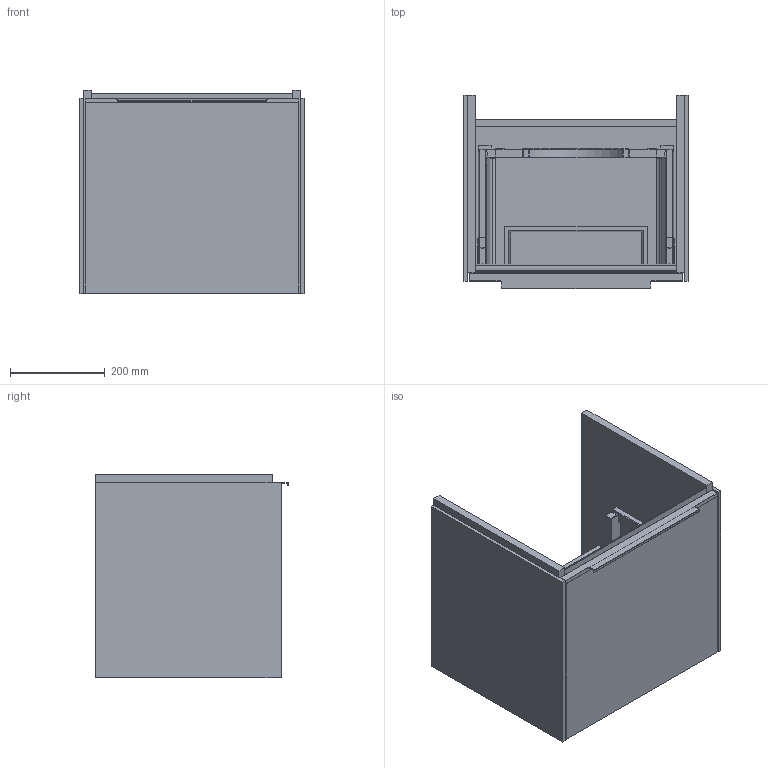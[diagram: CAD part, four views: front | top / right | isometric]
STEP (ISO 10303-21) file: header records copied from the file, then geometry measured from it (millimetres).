
FILE_DESCRIPTION(/* description */ (''),/* implementation_level */ '2;1');
FILE_NAME(/* name */ 'TK010_C5800Z_RFS.stp',/* time_stamp */ '2020-12-01T14:44:48+01:00',/* author */ ('StegeR'),/* organization */ (''),/* preprocessor_version */ 'ST-DEVELOPER v16.1',/* originating_system */ 'Autodesk Inventor 2016',/* authorisation */ '');
FILE_SCHEMA (('AUTOMOTIVE_DESIGN { 1 0 10303 214 3 1 1 }'));
Length unit declared in the file: millimetre
Products named in the file (1): TK010_C5800Z_RFS
Bounding box: 473 x 407.5 x 429 mm (x, y, z)
Volume: 17117084 mm3; surface area: 2969484.1 mm2
Topology: 23 solids, 23 shells, 1235 faces, 3299 edges, 2165 vertices
Faces by surface type: plane 777, cylinder 370, bspline 52, cone 18, sphere 10, torus 8
Full cylindrical faces by diameter (mm): 2.5 x2, 5 x2, 5.1 x2, 6 x4, 7.2 x2, 10 x2, 12 x2, 12.2 x2
Entity records: 42424 total; most frequent: CARTESIAN_POINT 11106, ORIENTED_EDGE 6498, DIRECTION 6332, EDGE_CURVE 3249, LINE 2344, VECTOR 2344, VERTEX_POINT 2153, AXIS2_PLACEMENT_3D 1994
